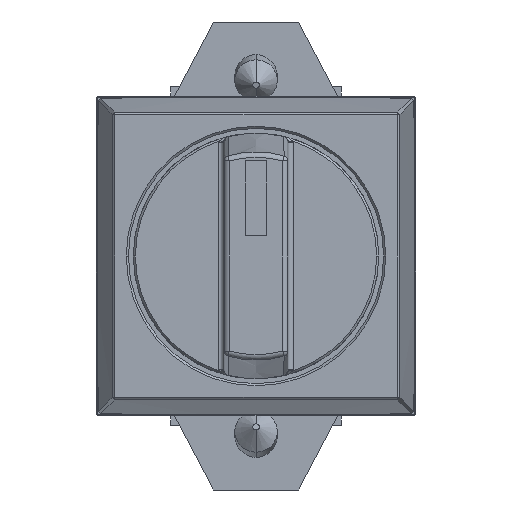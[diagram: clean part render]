
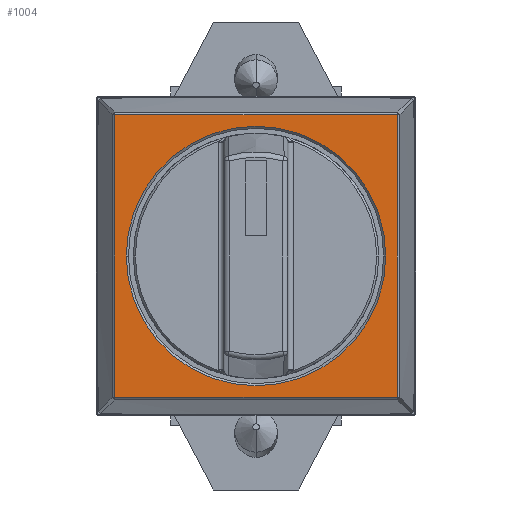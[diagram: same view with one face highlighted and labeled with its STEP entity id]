
A CAD part, front view. The second image highlights one B-rep face of the part: STEP entity #1004.
In plain terms, the highlighted planar face has unit normal (0, -1, 0).
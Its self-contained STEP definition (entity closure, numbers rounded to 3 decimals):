
#1004=ADVANCED_FACE('',(#2623,#2624),#2625,.T.);
#2623=FACE_OUTER_BOUND('',#5886,.T.);
#2624=FACE_BOUND('',#5887,.T.);
#2625=PLANE('',#5888);
#5886=EDGE_LOOP('',(#8797,#8798,#8799,#8800));
#5887=EDGE_LOOP('',(#8801,#8802,#8803));
#5888=AXIS2_PLACEMENT_3D('',#8804,#8805,#8806);
#8797=ORIENTED_EDGE('',*,*,#14841,.T.);
#8798=ORIENTED_EDGE('',*,*,#14888,.T.);
#8799=ORIENTED_EDGE('',*,*,#14882,.T.);
#8800=ORIENTED_EDGE('',*,*,#14922,.T.);
#8801=ORIENTED_EDGE('',*,*,#14815,.T.);
#8802=ORIENTED_EDGE('',*,*,#14910,.T.);
#8803=ORIENTED_EDGE('',*,*,#14816,.T.);
#8804=CARTESIAN_POINT('',(13.5,-13.0,13.5));
#8805=DIRECTION('',(0.,-1.0,0.));
#8806=DIRECTION('',(0.0,0.,-1.0));
#14815=EDGE_CURVE('',#17590,#17588,#17591,.T.);
#14816=EDGE_CURVE('',#17592,#17590,#17593,.T.);
#14841=EDGE_CURVE('',#17629,#17631,#17633,.T.);
#14882=EDGE_CURVE('',#17697,#17695,#17698,.T.);
#14888=EDGE_CURVE('',#17631,#17697,#17704,.T.);
#14910=EDGE_CURVE('',#17588,#17592,#17728,.T.);
#14922=EDGE_CURVE('',#17695,#17629,#17740,.T.);
#17588=VERTEX_POINT('',#21868);
#17590=VERTEX_POINT('',#21871);
#17591=CIRCLE('',#21872,12.2);
#17592=VERTEX_POINT('',#21873);
#17593=CIRCLE('',#21874,12.2);
#17629=VERTEX_POINT('',#21976);
#17631=VERTEX_POINT('',#21979);
#17633=CIRCLE('',#21982,31645.796);
#17695=VERTEX_POINT('',#22066);
#17697=VERTEX_POINT('',#22069);
#17698=CIRCLE('',#22070,31645.796);
#17704=CIRCLE('',#22094,31645.796);
#17728=CIRCLE('',#22132,12.2);
#17740=CIRCLE('',#22146,31645.796);
#21868=CARTESIAN_POINT('',(-12.2,-13.0,0.));
#21871=CARTESIAN_POINT('',(0.,-13.0,-12.2));
#21872=AXIS2_PLACEMENT_3D('',#27419,#27420,#27421);
#21873=CARTESIAN_POINT('',(12.2,-13.0,0.));
#21874=AXIS2_PLACEMENT_3D('',#27422,#27423,#27424);
#21976=CARTESIAN_POINT('',(-13.297,-13.,13.297));
#21979=CARTESIAN_POINT('',(-13.297,-13.,-13.297));
#21982=AXIS2_PLACEMENT_3D('',#27445,#27446,#27447);
#22066=CARTESIAN_POINT('',(13.297,-13.0,13.297));
#22069=CARTESIAN_POINT('',(13.297,-13.,-13.297));
#22070=AXIS2_PLACEMENT_3D('',#27498,#27499,#27500);
#22094=AXIS2_PLACEMENT_3D('',#27504,#27505,#27506);
#22132=AXIS2_PLACEMENT_3D('',#27518,#27519,#27520);
#22146=AXIS2_PLACEMENT_3D('',#27523,#27524,#27525);
#27419=CARTESIAN_POINT('',(0.,-13.0,0.));
#27420=DIRECTION('',(0.,1.0,0.));
#27421=DIRECTION('',(0.0,0.,-1.0));
#27422=CARTESIAN_POINT('',(0.,-13.0,0.));
#27423=DIRECTION('',(0.,1.0,0.));
#27424=DIRECTION('',(0.0,0.,-1.0));
#27445=CARTESIAN_POINT('',(31632.496,-13.0,0.));
#27446=DIRECTION('',(0.0,-1.0,0.0));
#27447=DIRECTION('',(-1.,0.0,0.));
#27498=CARTESIAN_POINT('',(-31632.496,-13.0,0.));
#27499=DIRECTION('',(0.0,-1.0,0.0));
#27500=DIRECTION('',(1.,0.0,0.));
#27504=CARTESIAN_POINT('',(0.,-13.0,31632.496));
#27505=DIRECTION('',(0.0,-1.0,-0.0));
#27506=DIRECTION('',(0.,0.0,-1.));
#27518=CARTESIAN_POINT('',(0.,-13.0,0.));
#27519=DIRECTION('',(0.,1.0,0.));
#27520=DIRECTION('',(0.0,0.,-1.0));
#27523=CARTESIAN_POINT('',(0.,-13.0,-31632.496));
#27524=DIRECTION('',(0.0,-1.0,0.0));
#27525=DIRECTION('',(0.,0.0,1.));
